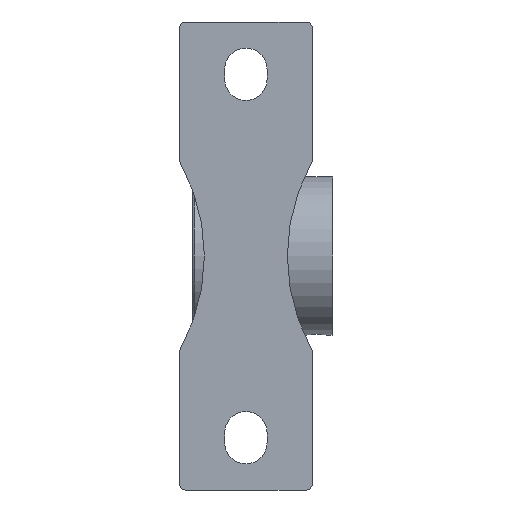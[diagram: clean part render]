
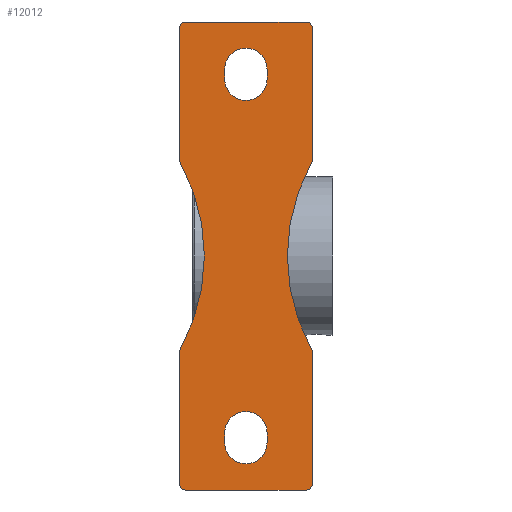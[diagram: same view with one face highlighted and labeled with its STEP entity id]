
A CAD part, front view. The second image highlights one B-rep face of the part: STEP entity #12012.
In plain terms, the highlighted face is planar.
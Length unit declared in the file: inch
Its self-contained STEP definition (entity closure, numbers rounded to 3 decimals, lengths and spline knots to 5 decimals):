
#3708=CARTESIAN_POINT('',(0.65625,0.,0.));
#3709=VERTEX_POINT('',#3708);
#3726=CARTESIAN_POINT('',(1.04049,-1.47831,0.));
#3727=VERTEX_POINT('',#3726);
#3734=CARTESIAN_POINT('',(3.69215,0.,0.));
#3735=DIRECTION('',(0.,0.,1.));
#3736=DIRECTION('',(1.,0.,-0.));
#3737=AXIS2_PLACEMENT_3D('',#3734,#3735,#3736);
#3738=CIRCLE('',#3737,3.0359);
#3739=EDGE_CURVE('',#3709,#3727,#3738,.T.);
#11598=CARTESIAN_POINT('',(0.95315,3.70079,0.));
#11599=VERTEX_POINT('',#11598);
#11606=CARTESIAN_POINT('',(-0.95315,3.70079,0.));
#11607=VERTEX_POINT('',#11606);
#11608=CARTESIAN_POINT('',(-0.37526,3.70079,0.));
#11609=DIRECTION('',(1.,0.,-0.));
#11610=VECTOR('',#11609,0.75051);
#11611=LINE('',#11608,#11610);
#11612=EDGE_CURVE('',#11607,#11599,#11611,.T.);
#11629=CARTESIAN_POINT('',(1.05315,3.60079,0.));
#11630=VERTEX_POINT('',#11629);
#11637=CARTESIAN_POINT('',(0.95315,3.60079,0.));
#11638=DIRECTION('',(0.,-0.,1.));
#11639=DIRECTION('',(0.707,0.707,0.));
#11640=AXIS2_PLACEMENT_3D('',#11637,#11638,#11639);
#11641=CIRCLE('',#11640,0.1);
#11642=EDGE_CURVE('',#11630,#11599,#11641,.T.);
#11657=CARTESIAN_POINT('',(1.05315,1.527,0.));
#11658=VERTEX_POINT('',#11657);
#11665=CARTESIAN_POINT('',(1.05315,3.66142,0.));
#11666=DIRECTION('',(0.,-1.,0.));
#11667=VECTOR('',#11666,0.81645);
#11668=LINE('',#11665,#11667);
#11669=EDGE_CURVE('',#11630,#11658,#11668,.T.);
#11795=CARTESIAN_POINT('',(0.95315,-3.70079,0.));
#11796=VERTEX_POINT('',#11795);
#11803=CARTESIAN_POINT('',(1.05315,-3.60079,0.));
#11804=VERTEX_POINT('',#11803);
#11805=CARTESIAN_POINT('',(0.95315,-3.60079,0.));
#11806=DIRECTION('',(0.,0.,1.));
#11807=DIRECTION('',(0.707,-0.707,0.));
#11808=AXIS2_PLACEMENT_3D('',#11805,#11806,#11807);
#11809=CIRCLE('',#11808,0.1);
#11810=EDGE_CURVE('',#11796,#11804,#11809,.T.);
#11821=CARTESIAN_POINT('',(0.47241,-1.92477,0.));
#11822=DIRECTION('',(0.,0.,1.));
#11823=DIRECTION('',(1.,0.,0.));
#11824=AXIS2_PLACEMENT_3D('',#11821,#11822,#11823);
#11825=PLANE('',#11824);
#11826=ORIENTED_EDGE('',*,*,#11642,.F.);
#11827=ORIENTED_EDGE('',*,*,#11669,.T.);
#11828=CARTESIAN_POINT('',(1.04049,1.47831,0.));
#11829=VERTEX_POINT('',#11828);
#11830=CARTESIAN_POINT('',(0.95315,1.527,0.));
#11831=DIRECTION('',(0.,0.,1.));
#11832=DIRECTION('',(0.968,-0.252,0.));
#11833=AXIS2_PLACEMENT_3D('',#11830,#11831,#11832);
#11834=CIRCLE('',#11833,0.1);
#11835=EDGE_CURVE('',#11829,#11658,#11834,.T.);
#11836=ORIENTED_EDGE('',*,*,#11835,.F.);
#11837=CARTESIAN_POINT('',(3.69215,0.,0.));
#11838=DIRECTION('',(0.,0.,1.));
#11839=DIRECTION('',(1.,0.,-0.));
#11840=AXIS2_PLACEMENT_3D('',#11837,#11838,#11839);
#11841=CIRCLE('',#11840,3.0359);
#11842=EDGE_CURVE('',#11829,#3709,#11841,.T.);
#11843=ORIENTED_EDGE('',*,*,#11842,.T.);
#11844=ORIENTED_EDGE('',*,*,#3739,.T.);
#11845=CARTESIAN_POINT('',(1.05315,-1.527,0.));
#11846=VERTEX_POINT('',#11845);
#11847=CARTESIAN_POINT('',(0.95315,-1.527,0.));
#11848=DIRECTION('',(0.,-0.,1.));
#11849=DIRECTION('',(0.968,0.252,0.));
#11850=AXIS2_PLACEMENT_3D('',#11847,#11848,#11849);
#11851=CIRCLE('',#11850,0.1);
#11852=EDGE_CURVE('',#11846,#3727,#11851,.T.);
#11853=ORIENTED_EDGE('',*,*,#11852,.F.);
#11854=CARTESIAN_POINT('',(1.05315,-3.66142,0.));
#11855=DIRECTION('',(0.,1.,0.));
#11856=VECTOR('',#11855,0.81645);
#11857=LINE('',#11854,#11856);
#11858=EDGE_CURVE('',#11804,#11846,#11857,.T.);
#11859=ORIENTED_EDGE('',*,*,#11858,.F.);
#11860=ORIENTED_EDGE('',*,*,#11810,.F.);
#11861=CARTESIAN_POINT('',(-0.95315,-3.70079,0.));
#11862=VERTEX_POINT('',#11861);
#11863=CARTESIAN_POINT('',(-0.37526,-3.70079,0.));
#11864=DIRECTION('',(1.,0.,-0.));
#11865=VECTOR('',#11864,0.75051);
#11866=LINE('',#11863,#11865);
#11867=EDGE_CURVE('',#11862,#11796,#11866,.T.);
#11868=ORIENTED_EDGE('',*,*,#11867,.F.);
#11869=CARTESIAN_POINT('',(-1.05315,-3.60079,0.));
#11870=VERTEX_POINT('',#11869);
#11871=CARTESIAN_POINT('',(-0.95315,-3.60079,0.));
#11872=DIRECTION('',(0.,0.,1.));
#11873=DIRECTION('',(-0.707,-0.707,0.));
#11874=AXIS2_PLACEMENT_3D('',#11871,#11872,#11873);
#11875=CIRCLE('',#11874,0.1);
#11876=EDGE_CURVE('',#11870,#11862,#11875,.T.);
#11877=ORIENTED_EDGE('',*,*,#11876,.F.);
#11878=CARTESIAN_POINT('',(-1.05315,-1.527,0.));
#11879=VERTEX_POINT('',#11878);
#11880=CARTESIAN_POINT('',(-1.05315,-3.66142,0.));
#11881=DIRECTION('',(0.,1.,0.));
#11882=VECTOR('',#11881,0.81645);
#11883=LINE('',#11880,#11882);
#11884=EDGE_CURVE('',#11870,#11879,#11883,.T.);
#11885=ORIENTED_EDGE('',*,*,#11884,.T.);
#11886=CARTESIAN_POINT('',(-1.04049,-1.47831,0.));
#11887=VERTEX_POINT('',#11886);
#11888=CARTESIAN_POINT('',(-0.95315,-1.527,0.));
#11889=DIRECTION('',(0.,0.,1.));
#11890=DIRECTION('',(-0.968,0.252,0.));
#11891=AXIS2_PLACEMENT_3D('',#11888,#11889,#11890);
#11892=CIRCLE('',#11891,0.1);
#11893=EDGE_CURVE('',#11887,#11879,#11892,.T.);
#11894=ORIENTED_EDGE('',*,*,#11893,.F.);
#11895=CARTESIAN_POINT('',(-0.65625,-0.,0.));
#11896=VERTEX_POINT('',#11895);
#11897=CARTESIAN_POINT('',(-3.69215,0.,0.));
#11898=DIRECTION('',(0.,0.,-1.));
#11899=DIRECTION('',(-1.,0.,0.));
#11900=AXIS2_PLACEMENT_3D('',#11897,#11898,#11899);
#11901=CIRCLE('',#11900,3.0359);
#11902=EDGE_CURVE('',#11896,#11887,#11901,.T.);
#11903=ORIENTED_EDGE('',*,*,#11902,.F.);
#11904=CARTESIAN_POINT('',(-1.04049,1.47831,0.));
#11905=VERTEX_POINT('',#11904);
#11906=CARTESIAN_POINT('',(-3.69215,0.,0.));
#11907=DIRECTION('',(0.,0.,-1.));
#11908=DIRECTION('',(-1.,0.,0.));
#11909=AXIS2_PLACEMENT_3D('',#11906,#11907,#11908);
#11910=CIRCLE('',#11909,3.0359);
#11911=EDGE_CURVE('',#11905,#11896,#11910,.T.);
#11912=ORIENTED_EDGE('',*,*,#11911,.F.);
#11913=CARTESIAN_POINT('',(-1.05315,1.527,0.));
#11914=VERTEX_POINT('',#11913);
#11915=CARTESIAN_POINT('',(-0.95315,1.527,0.));
#11916=DIRECTION('',(0.,0.,1.));
#11917=DIRECTION('',(-0.968,-0.252,0.));
#11918=AXIS2_PLACEMENT_3D('',#11915,#11916,#11917);
#11919=CIRCLE('',#11918,0.1);
#11920=EDGE_CURVE('',#11914,#11905,#11919,.T.);
#11921=ORIENTED_EDGE('',*,*,#11920,.F.);
#11922=CARTESIAN_POINT('',(-1.05315,3.60079,0.));
#11923=VERTEX_POINT('',#11922);
#11924=CARTESIAN_POINT('',(-1.05315,3.66142,0.));
#11925=DIRECTION('',(0.,-1.,0.));
#11926=VECTOR('',#11925,0.81645);
#11927=LINE('',#11924,#11926);
#11928=EDGE_CURVE('',#11923,#11914,#11927,.T.);
#11929=ORIENTED_EDGE('',*,*,#11928,.F.);
#11930=CARTESIAN_POINT('',(-0.95315,3.60079,0.));
#11931=DIRECTION('',(0.,0.,1.));
#11932=DIRECTION('',(-0.707,0.707,0.));
#11933=AXIS2_PLACEMENT_3D('',#11930,#11931,#11932);
#11934=CIRCLE('',#11933,0.1);
#11935=EDGE_CURVE('',#11607,#11923,#11934,.T.);
#11936=ORIENTED_EDGE('',*,*,#11935,.F.);
#11937=ORIENTED_EDGE('',*,*,#11612,.T.);
#11938=EDGE_LOOP('',(#11826,#11827,#11836,#11843,#11844,#11853,#11859,#11860,#11868,#11877,#11885,#11894,#11903,#11912,#11921,#11929,#11936,#11937));
#11939=FACE_BOUND('',#11938,.T.);
#11940=CARTESIAN_POINT('',(0.33465,2.95276,0.));
#11941=VERTEX_POINT('',#11940);
#11942=CARTESIAN_POINT('',(-0.33465,2.95276,0.));
#11943=VERTEX_POINT('',#11942);
#11944=CARTESIAN_POINT('',(0.,2.95276,0.));
#11945=DIRECTION('',(0.,0.,1.));
#11946=DIRECTION('',(-1.,0.,0.));
#11947=AXIS2_PLACEMENT_3D('',#11944,#11945,#11946);
#11948=CIRCLE('',#11947,0.33465);
#11949=EDGE_CURVE('',#11941,#11943,#11948,.T.);
#11950=ORIENTED_EDGE('',*,*,#11949,.T.);
#11951=CARTESIAN_POINT('',(-0.33465,2.79528,0.));
#11952=VERTEX_POINT('',#11951);
#11953=CARTESIAN_POINT('',(-0.33465,1.45027,0.));
#11954=DIRECTION('',(0.,-1.,0.));
#11955=VECTOR('',#11954,0.062);
#11956=LINE('',#11953,#11955);
#11957=EDGE_CURVE('',#11943,#11952,#11956,.T.);
#11958=ORIENTED_EDGE('',*,*,#11957,.T.);
#11959=CARTESIAN_POINT('',(0.33465,2.79528,0.));
#11960=VERTEX_POINT('',#11959);
#11961=CARTESIAN_POINT('',(0.,2.79528,0.));
#11962=DIRECTION('',(0.,0.,1.));
#11963=DIRECTION('',(-1.,0.,0.));
#11964=AXIS2_PLACEMENT_3D('',#11961,#11962,#11963);
#11965=CIRCLE('',#11964,0.33465);
#11966=EDGE_CURVE('',#11952,#11960,#11965,.T.);
#11967=ORIENTED_EDGE('',*,*,#11966,.T.);
#11968=CARTESIAN_POINT('',(0.33465,1.38827,0.));
#11969=DIRECTION('',(0.,1.,0.));
#11970=VECTOR('',#11969,0.062);
#11971=LINE('',#11968,#11970);
#11972=EDGE_CURVE('',#11960,#11941,#11971,.T.);
#11973=ORIENTED_EDGE('',*,*,#11972,.T.);
#11974=EDGE_LOOP('',(#11950,#11958,#11967,#11973));
#11975=FACE_BOUND('',#11974,.T.);
#11976=CARTESIAN_POINT('',(0.33465,-2.79528,0.));
#11977=VERTEX_POINT('',#11976);
#11978=CARTESIAN_POINT('',(-0.33465,-2.79528,0.));
#11979=VERTEX_POINT('',#11978);
#11980=CARTESIAN_POINT('',(-0.,-2.79528,0.));
#11981=DIRECTION('',(0.,0.,1.));
#11982=DIRECTION('',(1.,0.,-0.));
#11983=AXIS2_PLACEMENT_3D('',#11980,#11981,#11982);
#11984=CIRCLE('',#11983,0.33465);
#11985=EDGE_CURVE('',#11977,#11979,#11984,.T.);
#11986=ORIENTED_EDGE('',*,*,#11985,.T.);
#11987=CARTESIAN_POINT('',(-0.33465,-2.95276,0.));
#11988=VERTEX_POINT('',#11987);
#11989=CARTESIAN_POINT('',(-0.33465,-2.55525,0.));
#11990=DIRECTION('',(0.,-1.,0.));
#11991=VECTOR('',#11990,0.062);
#11992=LINE('',#11989,#11991);
#11993=EDGE_CURVE('',#11979,#11988,#11992,.T.);
#11994=ORIENTED_EDGE('',*,*,#11993,.T.);
#11995=CARTESIAN_POINT('',(0.33465,-2.95276,0.));
#11996=VERTEX_POINT('',#11995);
#11997=CARTESIAN_POINT('',(0.,-2.95276,0.));
#11998=DIRECTION('',(0.,0.,1.));
#11999=DIRECTION('',(-1.,0.,0.));
#12000=AXIS2_PLACEMENT_3D('',#11997,#11998,#11999);
#12001=CIRCLE('',#12000,0.33465);
#12002=EDGE_CURVE('',#11988,#11996,#12001,.T.);
#12003=ORIENTED_EDGE('',*,*,#12002,.T.);
#12004=CARTESIAN_POINT('',(0.33465,-2.61725,0.));
#12005=DIRECTION('',(0.,1.,0.));
#12006=VECTOR('',#12005,0.062);
#12007=LINE('',#12004,#12006);
#12008=EDGE_CURVE('',#11996,#11977,#12007,.T.);
#12009=ORIENTED_EDGE('',*,*,#12008,.T.);
#12010=EDGE_LOOP('',(#11986,#11994,#12003,#12009));
#12011=FACE_BOUND('',#12010,.T.);
#12012=ADVANCED_FACE('',(#11939,#11975,#12011),#11825,.F.);
